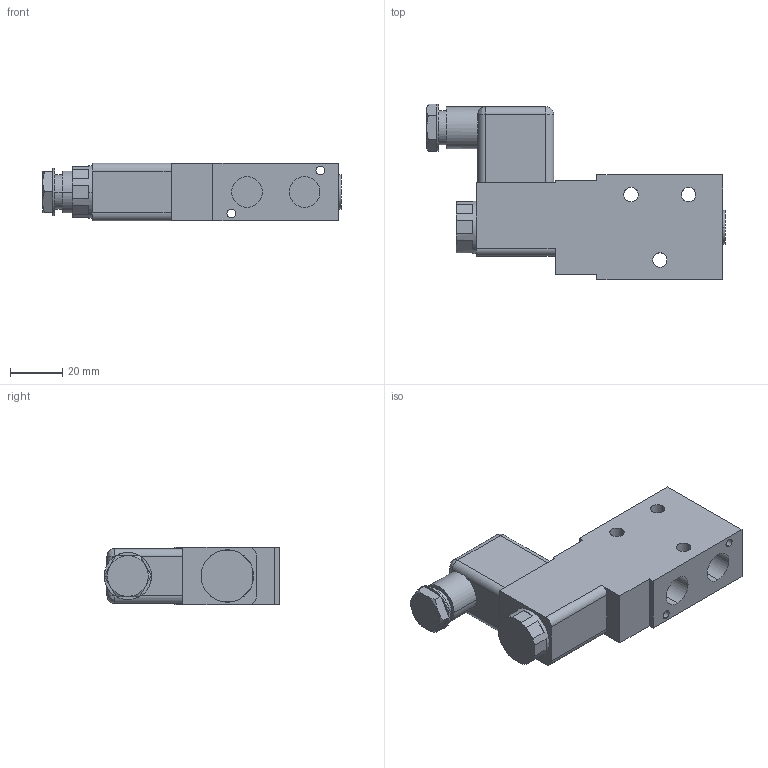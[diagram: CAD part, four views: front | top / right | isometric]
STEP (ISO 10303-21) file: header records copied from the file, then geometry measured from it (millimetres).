
FILE_DESCRIPTION (( 'STEP AP203' ), '1' );
FILE_NAME ('MOH.310.701GTT.STEP', '2018-11-22T16:35:08', ( '' ), ( '' ), 'SwSTEP 2.0', 'SolidWorks 2013', '' );
FILE_SCHEMA (( 'CONFIG_CONTROL_DESIGN' ));
Length unit declared in the file: millimetre
Products named in the file (1): MOH.310.701GTT
Bounding box: 114 x 67 x 22 mm (x, y, z)
Volume: 90671.5 mm3; surface area: 20248.7 mm2
Topology: 2 solids, 2 shells, 125 faces, 299 edges, 188 vertices
Faces by surface type: plane 69, cylinder 48, cone 4, bspline 4
Entity records: 3814 total; most frequent: CARTESIAN_POINT 769, DIRECTION 647, ORIENTED_EDGE 590, EDGE_CURVE 295, AXIS2_PLACEMENT_3D 244, VERTEX_POINT 188, VECTOR 159, LINE 159
